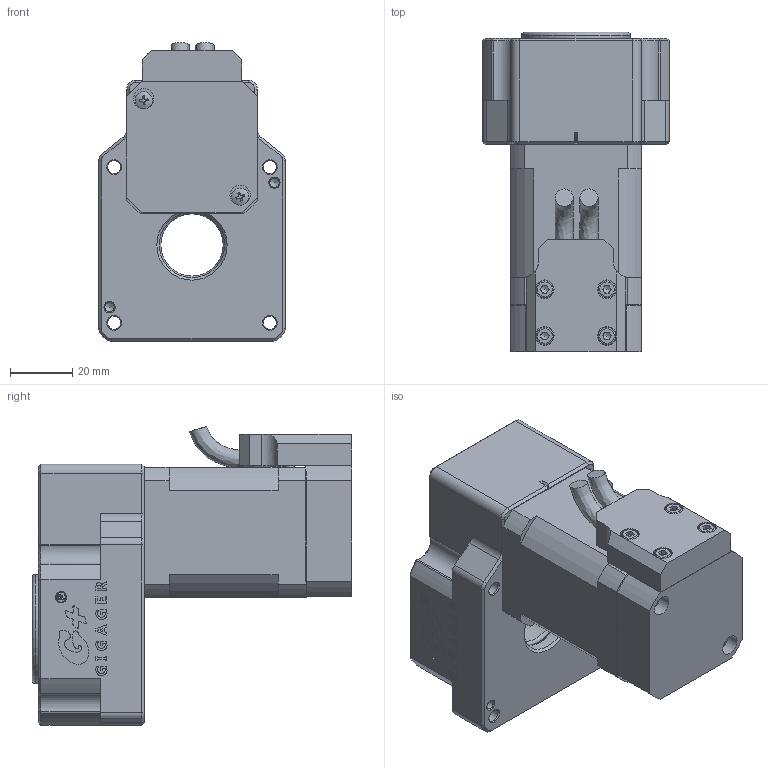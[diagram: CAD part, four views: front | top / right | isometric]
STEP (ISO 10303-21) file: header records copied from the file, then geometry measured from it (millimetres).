
FILE_DESCRIPTION (( 'STEP AP203' ), '1' );
FILE_NAME ('GSB60-05K-CS.step', '2021-06-01T02:11:17', ( 'Microsoft' ), ( 'Microsoft' ), 'SwSTEP 2.0', 'SolidWorks 2019', '' );
FILE_SCHEMA (( 'CONFIG_CONTROL_DESIGN' ));
Length unit declared in the file: millimetre
Products named in the file (1): GSB60-05K-CS
Bounding box: 60 x 102.7 x 96.04 mm (x, y, z)
Volume: 211797.1 mm3; surface area: 69739.7 mm2
Topology: 14 solids, 14 shells, 758 faces, 1915 edges, 1228 vertices
Faces by surface type: plane 362, cylinder 168, bspline 111, cone 101, torus 12, sphere 4
Full cylindrical faces by diameter (mm): 2.5 x14, 3 x10, 3.2 x4, 3.3 x6, 3.4 x2, 4 x2, 4.2 x8, 5 x5, 5.5 x4, 5.6 x4, 5.8 x2, 6 x12, 6.5 x2, 9 x5, 11.6 x1, 15 x1, 20 x1, 21 x1, 22 x1, 25 x1, 30 x1, 32 x2, 35 x2, 36 x1, 42 x2, 45 x1, 55 x1, 57 x2, 59 x1
Entity records: 25699 total; most frequent: CARTESIAN_POINT 9167, ORIENTED_EDGE 3308, DIRECTION 3114, EDGE_CURVE 1654, VERTEX_POINT 1156, AXIS2_PLACEMENT_3D 1123, EDGE_LOOP 1038, FACE_OUTER_BOUND 877
